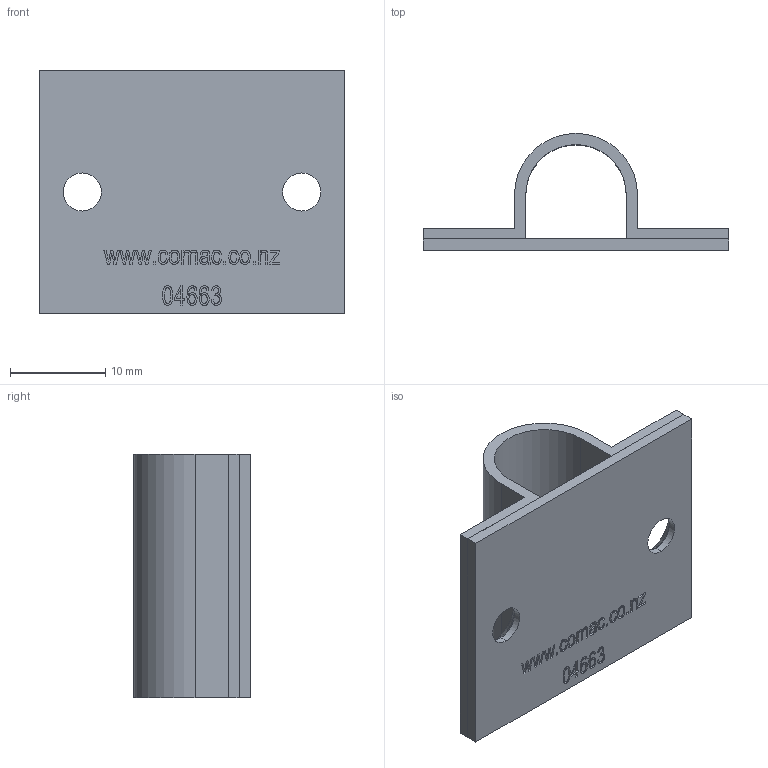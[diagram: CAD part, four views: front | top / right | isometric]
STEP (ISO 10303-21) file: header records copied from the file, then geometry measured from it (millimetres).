
FILE_DESCRIPTION (( 'STEP AP214' ), '1' );
FILE_NAME ('04663-Rod Guide Anti Rattle Zinc 32mm.STEP', '2018-11-06T21:03:19', ( '' ), ( '' ), 'SwSTEP 2.0', 'SolidWorks 2018', '' );
FILE_SCHEMA (( 'AUTOMOTIVE_DESIGN' ));
Length unit declared in the file: millimetre
Products named in the file (1): 04663-Rod Guide Anti Rattle Zinc 32mm
Bounding box: 32 x 12.26 x 25.5 mm (x, y, z)
Volume: 2244 mm3; surface area: 4278.3 mm2
Topology: 2 solids, 2 shells, 303 faces, 812 edges, 540 vertices
Faces by surface type: plane 172, bspline 117, cone 8, cylinder 6
Entity records: 15963 total; most frequent: CARTESIAN_POINT 9101, ORIENTED_EDGE 1624, DIRECTION 976, EDGE_CURVE 812, LINE 554, VECTOR 554, VERTEX_POINT 540, EDGE_LOOP 338
